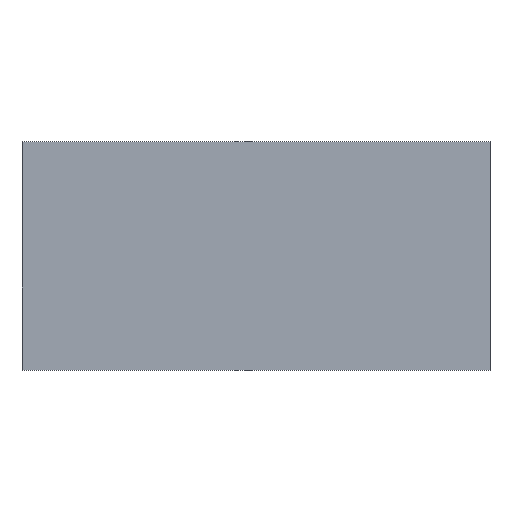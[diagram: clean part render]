
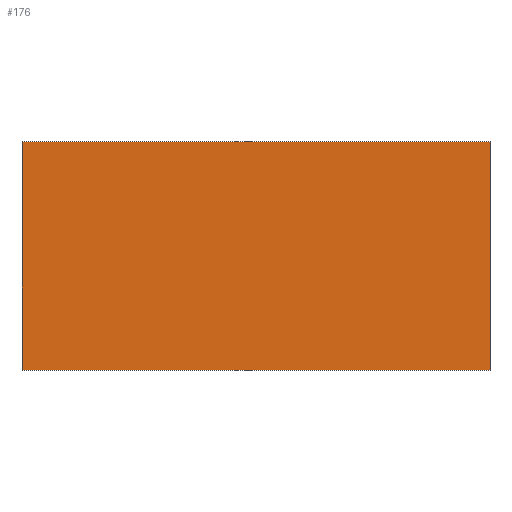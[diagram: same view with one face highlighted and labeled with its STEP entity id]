
A CAD part, top view. The second image highlights one B-rep face of the part: STEP entity #176.
In plain terms, the highlighted planar face has unit normal (0, 0, 1).
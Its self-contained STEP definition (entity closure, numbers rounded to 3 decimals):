
#2 = LINE ( 'NONE', #32, #125 ) ;
#10 = CARTESIAN_POINT ( 'NONE',  ( -21., 10.25, 6. ) ) ;
#15 = ORIENTED_EDGE ( 'NONE', *, *, #151, .T. ) ;
#16 = VECTOR ( 'NONE', #144, 1000. ) ;
#25 = DIRECTION ( 'NONE',  ( 0., 0., 1. ) ) ;
#32 = CARTESIAN_POINT ( 'NONE',  ( -21., -10.25, 6. ) ) ;
#33 = DIRECTION ( 'NONE',  ( -1., 0., 0. ) ) ;
#41 = EDGE_LOOP ( 'NONE', ( #15, #97, #105, #174 ) ) ;
#46 = VECTOR ( 'NONE', #33, 1000. ) ;
#48 = LINE ( 'NONE', #10, #46 ) ;
#61 = VERTEX_POINT ( 'NONE', #182 ) ;
#79 = VERTEX_POINT ( 'NONE', #157 ) ;
#96 = CARTESIAN_POINT ( 'NONE',  ( -21., 10.25, 6. ) ) ;
#97 = ORIENTED_EDGE ( 'NONE', *, *, #98, .T. ) ;
#98 = EDGE_CURVE ( 'NONE', #79, #127, #48, .T. ) ;
#105 = ORIENTED_EDGE ( 'NONE', *, *, #159, .T. ) ;
#115 = CARTESIAN_POINT ( 'NONE',  ( 21., 10.25, 6. ) ) ;
#125 = VECTOR ( 'NONE', #181, 1000. ) ;
#127 = VERTEX_POINT ( 'NONE', #96 ) ;
#130 = CARTESIAN_POINT ( 'NONE',  ( 0., 0., 6. ) ) ;
#140 = EDGE_CURVE ( 'NONE', #162, #61, #2, .T. ) ;
#142 = DIRECTION ( 'NONE',  ( 1., 0., 0. ) ) ;
#144 = DIRECTION ( 'NONE',  ( 0., 1., 0. ) ) ;
#150 = FACE_OUTER_BOUND ( 'NONE', #41, .T. ) ;
#151 = EDGE_CURVE ( 'NONE', #61, #79, #195, .T. ) ;
#154 = PLANE ( 'NONE',  #173 ) ;
#157 = CARTESIAN_POINT ( 'NONE',  ( 21., 10.25, 6. ) ) ;
#159 = EDGE_CURVE ( 'NONE', #127, #162, #175, .T. ) ;
#162 = VERTEX_POINT ( 'NONE', #196 ) ;
#169 = DIRECTION ( 'NONE',  ( 0., -1., 0. ) ) ;
#172 = VECTOR ( 'NONE', #169, 1000. ) ;
#173 = AXIS2_PLACEMENT_3D ( 'NONE', #130, #25, #142 ) ;
#174 = ORIENTED_EDGE ( 'NONE', *, *, #140, .T. ) ;
#175 = LINE ( 'NONE', #178, #172 ) ;
#176 = ADVANCED_FACE ( 'NONE', ( #150 ), #154, .T. ) ;
#178 = CARTESIAN_POINT ( 'NONE',  ( -21., 10.25, 6. ) ) ;
#181 = DIRECTION ( 'NONE',  ( 1., 0., 0. ) ) ;
#182 = CARTESIAN_POINT ( 'NONE',  ( 21., -10.25, 6. ) ) ;
#195 = LINE ( 'NONE', #115, #16 ) ;
#196 = CARTESIAN_POINT ( 'NONE',  ( -21., -10.25, 6. ) ) ;
